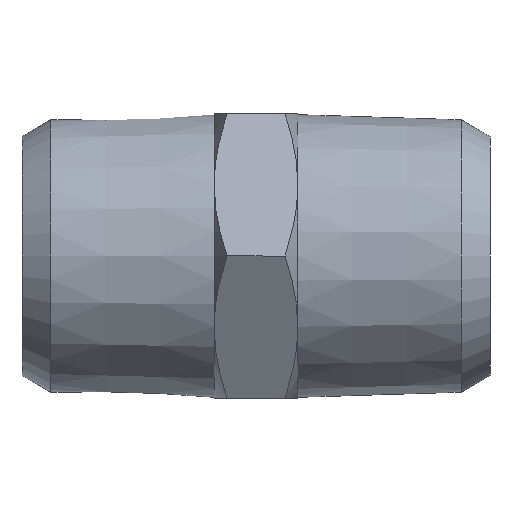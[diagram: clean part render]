
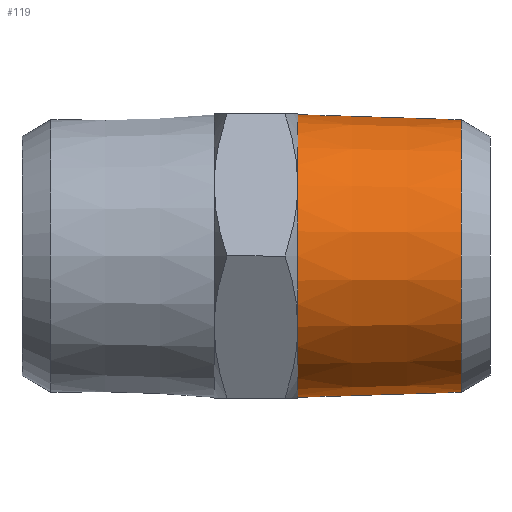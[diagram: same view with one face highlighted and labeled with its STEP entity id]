
A CAD part, left-side view. The second image highlights one B-rep face of the part: STEP entity #119.
In plain terms, the highlighted conical face has half-angle 1.79 degrees and reference radius 8.15 mm.
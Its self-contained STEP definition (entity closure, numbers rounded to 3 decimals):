
#23 = CARTESIAN_POINT ( 'NONE',  ( 0., 1.732, 0. ) ) ;
#81 = DIRECTION ( 'NONE',  ( 0., 1., 0. ) ) ;
#82 = DIRECTION ( 'NONE',  ( 0., 0., 1. ) ) ;
#119 = ADVANCED_FACE ( 'NONE', ( #604, #558 ), #819, .T. ) ;
#203 = AXIS2_PLACEMENT_3D ( 'NONE', #23, #81, #82 ) ;
#225 = EDGE_CURVE ( 'NONE', #760, #760, #798, .T. ) ;
#254 = EDGE_CURVE ( 'NONE', #759, #759, #773, .T. ) ;
#331 = DIRECTION ( 'NONE',  ( 0., 0., 1. ) ) ;
#332 = DIRECTION ( 'NONE',  ( 0., 1., 0. ) ) ;
#333 = CARTESIAN_POINT ( 'NONE',  ( 0., 11.5, 0. ) ) ;
#403 = AXIS2_PLACEMENT_3D ( 'NONE', #512, #511, #510 ) ;
#415 = AXIS2_PLACEMENT_3D ( 'NONE', #333, #332, #331 ) ;
#466 = CARTESIAN_POINT ( 'NONE',  ( 0., 1.732, 8.15 ) ) ;
#468 = CARTESIAN_POINT ( 'NONE',  ( 0., 11.5, 8.455 ) ) ;
#510 = DIRECTION ( 'NONE',  ( 0., 0., 1. ) ) ;
#511 = DIRECTION ( 'NONE',  ( 0., 1., 0. ) ) ;
#512 = CARTESIAN_POINT ( 'NONE',  ( 0., 1.732, 0. ) ) ;
#558 = FACE_BOUND ( 'NONE', #716, .T. ) ;
#604 = FACE_OUTER_BOUND ( 'NONE', #698, .T. ) ;
#630 = ORIENTED_EDGE ( 'NONE', *, *, #225, .F. ) ;
#657 = ORIENTED_EDGE ( 'NONE', *, *, #254, .T. ) ;
#698 = EDGE_LOOP ( 'NONE', ( #630 ) ) ;
#716 = EDGE_LOOP ( 'NONE', ( #657 ) ) ;
#759 = VERTEX_POINT ( 'NONE', #466 ) ;
#760 = VERTEX_POINT ( 'NONE', #468 ) ;
#773 = CIRCLE ( 'NONE', #403, 8.15 ) ;
#798 = CIRCLE ( 'NONE', #415, 8.455 ) ;
#819 = CONICAL_SURFACE ( 'NONE', #203, 8.15, 0.031 ) ;
